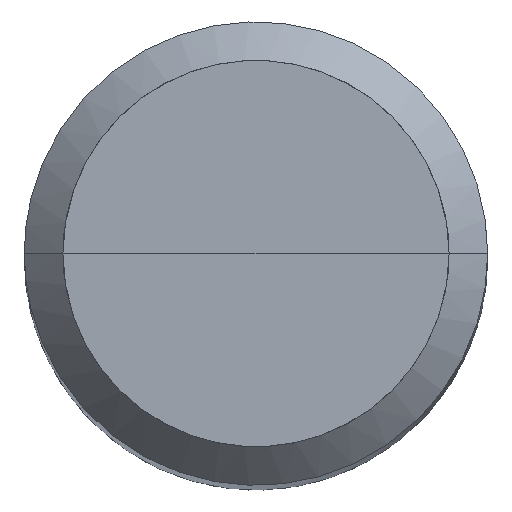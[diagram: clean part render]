
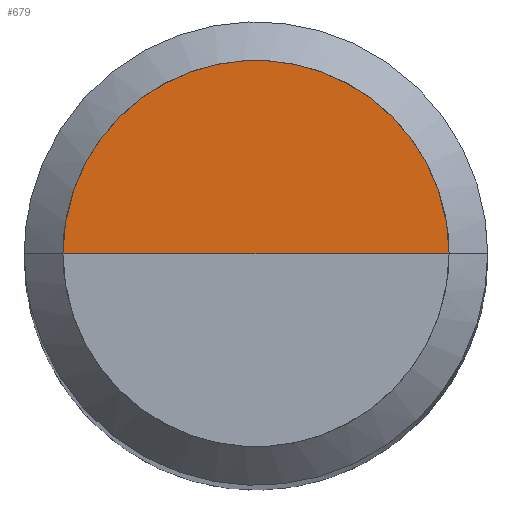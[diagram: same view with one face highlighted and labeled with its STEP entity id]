
A CAD part, top view. The second image highlights one B-rep face of the part: STEP entity #679.
In plain terms, the highlighted free-form (B-spline) face has degree [1, 2] with [2, 5] control points.
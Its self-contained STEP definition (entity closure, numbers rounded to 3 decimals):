
#434=CARTESIAN_POINT('',(2.5,0.0,36.0));
#435=CARTESIAN_POINT('',(2.5,2.5,36.0));
#436=CARTESIAN_POINT('',(0.0,2.5,36.0));
#437=CARTESIAN_POINT('',(-2.5,2.5,36.0));
#438=CARTESIAN_POINT('',(-2.5,0.0,36.0));
#439=CARTESIAN_POINT('',(0.0,0.0,36.0));
#664=(
BOUNDED_SURFACE()
B_SPLINE_SURFACE(1,2,(
(#434,#435,#436,#437,#438),
(#439,#439,#439,#439,#439)
), .UNSPECIFIED.,.F.,.F.,.F.)
B_SPLINE_SURFACE_WITH_KNOTS((2,2),(3,2,3),(
0.0,1.0),(
0.0,0.5,1.0), .UNSPECIFIED.)
GEOMETRIC_REPRESENTATION_ITEM()
RATIONAL_B_SPLINE_SURFACE(((1.0,0.707,1.0,0.707,1.0),
(1.0,0.707,1.0,0.707,1.0)
))
REPRESENTATION_ITEM('')
SURFACE()
);
#665=(
BOUNDED_CURVE()
B_SPLINE_CURVE(1,(#439,#434),.UNSPECIFIED.,.F.,.F.)
B_SPLINE_CURVE_WITH_KNOTS((2,2),
(0.0,1.0),.UNSPECIFIED.)
CURVE()
GEOMETRIC_REPRESENTATION_ITEM()
RATIONAL_B_SPLINE_CURVE((1.0,1.0))
REPRESENTATION_ITEM('')
);
#666=(
BOUNDED_CURVE()
B_SPLINE_CURVE(2,(#434,#435,#436,#437,#438),.UNSPECIFIED.,.F.,.F.)
B_SPLINE_CURVE_WITH_KNOTS((3,2,3),
(0.0,0.5,1.0),.UNSPECIFIED.)
CURVE()
GEOMETRIC_REPRESENTATION_ITEM()
RATIONAL_B_SPLINE_CURVE((1.0,0.707,1.0,0.707,1.0))
REPRESENTATION_ITEM('')
);
#667=(
BOUNDED_CURVE()
B_SPLINE_CURVE(1,(#438,#439),.UNSPECIFIED.,.F.,.F.)
B_SPLINE_CURVE_WITH_KNOTS((2,2),
(0.0,1.0),.UNSPECIFIED.)
CURVE()
GEOMETRIC_REPRESENTATION_ITEM()
RATIONAL_B_SPLINE_CURVE((1.0,1.0))
REPRESENTATION_ITEM('')
);
#668=VERTEX_POINT('',#434);
#669=VERTEX_POINT('',#438);
#670=VERTEX_POINT('',#439);
#671=EDGE_CURVE('',#670,#668,#665,.T.);
#672=EDGE_CURVE('',#668,#669,#666,.T.);
#673=EDGE_CURVE('',#669,#670,#667,.T.);
#674=ORIENTED_EDGE('',*,*,#671,.T.);
#675=ORIENTED_EDGE('',*,*,#672,.T.);
#676=ORIENTED_EDGE('',*,*,#673,.T.);
#677=EDGE_LOOP('',(#674,#675,#676));
#678=FACE_OUTER_BOUND('',#677,.T.);
#679=ADVANCED_FACE('',(#678),#664,.T.);
